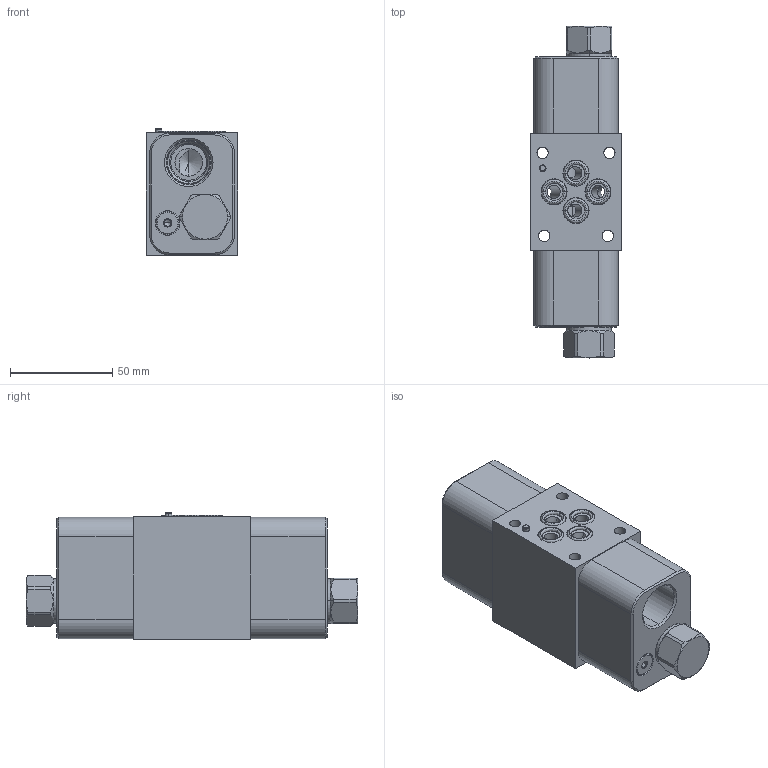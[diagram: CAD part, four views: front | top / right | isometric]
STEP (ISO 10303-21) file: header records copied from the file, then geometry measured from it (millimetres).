
FILE_DESCRIPTION((''),'2;1');
FILE_NAME('U7U_ASM','2019-10-16T',('ProEService'),(''),'PRO/ENGINEER BY PARAMETRIC TECHNOLOGY CORPORATION, 2014200','PRO/ENGINEER BY PARAMETRIC TECHNOLOGY CORPORATION, 2014200','');
FILE_SCHEMA(('CONFIG_CONTROL_DESIGN'));
Length unit declared in the file: inch
Products named in the file (6): 173-222; CXDAXCN; A330-006-002; 811-001-006; 500-001-012; U7U_ASM
Assembly tree (10 placements, depth 2):
  U7U_ASM
    173-222
    CXDAXCN  x2
    A330-006-002  x2
    811-001-006
    500-001-012  x4
Bounding box: 44.45 x 161.95 x 61.98 mm (x, y, z)
Volume: 283204.6 mm3; surface area: 69085.3 mm2
Topology: 14 solids, 14 shells, 620 faces, 1782 edges, 1384 vertices
Faces by surface type: cylinder 244, cone 133, plane 124, torus 48, revolution 32, bspline 22, sphere 17
Entity records: 23421 total; most frequent: CARTESIAN_POINT 11530, DIRECTION 2459, ORIENTED_EDGE 2132, EDGE_CURVE 1066, AXIS2_PLACEMENT_3D 887, VECTOR 673, LINE 673, VERTEX_POINT 662
